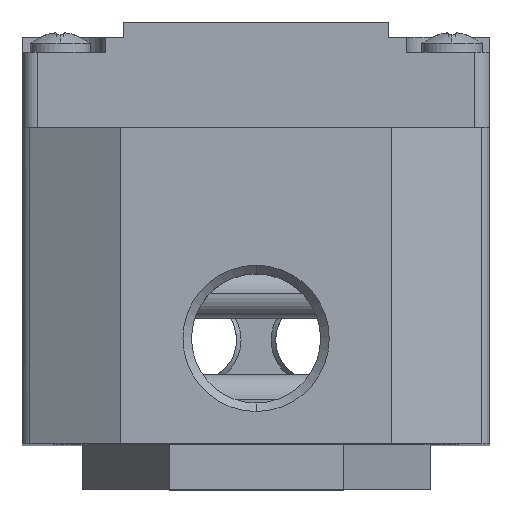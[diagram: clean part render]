
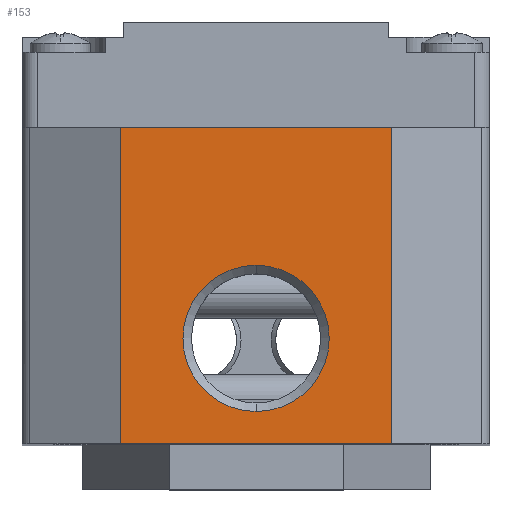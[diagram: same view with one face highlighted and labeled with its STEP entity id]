
A CAD part, top view. The second image highlights one B-rep face of the part: STEP entity #153.
In plain terms, the highlighted planar face has unit normal (0, 0, -1).
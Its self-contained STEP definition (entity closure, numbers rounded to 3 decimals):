
#13 = LINE ( 'NONE', #8269, #2180 ) ;
#87 = AXIS2_PLACEMENT_3D ( 'NONE', #3280, #3826, #1286 ) ;
#153 = ADVANCED_FACE ( 'NONE', ( #453, #5761 ), #8386, .F. ) ;
#162 = CARTESIAN_POINT ( 'NONE',  ( 0., 10., 24.49 ) ) ;
#245 = CARTESIAN_POINT ( 'NONE',  ( 0., 10., 24.49 ) ) ;
#446 = LINE ( 'NONE', #3630, #6280 ) ;
#453 = FACE_BOUND ( 'NONE', #752, .T. ) ;
#495 = EDGE_LOOP ( 'NONE', ( #2330, #5333, #4885, #3732 ) ) ;
#650 = AXIS2_PLACEMENT_3D ( 'NONE', #162, #8044, #6097 ) ;
#686 = CARTESIAN_POINT ( 'NONE',  ( 0., 5.146, 24.49 ) ) ;
#734 = CARTESIAN_POINT ( 'NONE',  ( 8.99, 3., 24.49 ) ) ;
#752 = EDGE_LOOP ( 'NONE', ( #4140, #8092 ) ) ;
#956 = CARTESIAN_POINT ( 'NONE',  ( -9.01, 24., 24.49 ) ) ;
#1240 = LINE ( 'NONE', #3050, #3703 ) ;
#1286 = DIRECTION ( 'NONE',  ( -1., 0., 0. ) ) ;
#1477 = AXIS2_PLACEMENT_3D ( 'NONE', #245, #5446, #1539 ) ;
#1539 = DIRECTION ( 'NONE',  ( 0., -1., 0. ) ) ;
#1942 = CARTESIAN_POINT ( 'NONE',  ( -9.01, 3., 24.49 ) ) ;
#2180 = VECTOR ( 'NONE', #6928, 1000. ) ;
#2287 = CIRCLE ( 'NONE', #1477, 4.854 ) ;
#2330 = ORIENTED_EDGE ( 'NONE', *, *, #8064, .T. ) ;
#2518 = VERTEX_POINT ( 'NONE', #686 ) ;
#2953 = VERTEX_POINT ( 'NONE', #1942 ) ;
#3050 = CARTESIAN_POINT ( 'NONE',  ( -0.01, 24., 24.49 ) ) ;
#3280 = CARTESIAN_POINT ( 'NONE',  ( 8.99, 24., 24.49 ) ) ;
#3372 = VERTEX_POINT ( 'NONE', #956 ) ;
#3547 = VERTEX_POINT ( 'NONE', #7615 ) ;
#3630 = CARTESIAN_POINT ( 'NONE',  ( 8.99, 13.5, 24.49 ) ) ;
#3703 = VECTOR ( 'NONE', #5667, 1000. ) ;
#3732 = ORIENTED_EDGE ( 'NONE', *, *, #7307, .T. ) ;
#3826 = DIRECTION ( 'NONE',  ( 0., 0., 1. ) ) ;
#4037 = VERTEX_POINT ( 'NONE', #734 ) ;
#4140 = ORIENTED_EDGE ( 'NONE', *, *, #7549, .F. ) ;
#4535 = VECTOR ( 'NONE', #4768, 1000. ) ;
#4745 = EDGE_CURVE ( 'NONE', #4037, #2953, #6782, .T. ) ;
#4768 = DIRECTION ( 'NONE',  ( -1., 0., 0. ) ) ;
#4853 = CARTESIAN_POINT ( 'NONE',  ( -0.01, 3., 24.49 ) ) ;
#4885 = ORIENTED_EDGE ( 'NONE', *, *, #4745, .T. ) ;
#5333 = ORIENTED_EDGE ( 'NONE', *, *, #6795, .F. ) ;
#5446 = DIRECTION ( 'NONE',  ( 0., 0., -1. ) ) ;
#5667 = DIRECTION ( 'NONE',  ( 1., 0., 0. ) ) ;
#5699 = DIRECTION ( 'NONE',  ( 0., 1., 0. ) ) ;
#5761 = FACE_OUTER_BOUND ( 'NONE', #495, .T. ) ;
#6097 = DIRECTION ( 'NONE',  ( 0., -1., 0. ) ) ;
#6250 = EDGE_CURVE ( 'NONE', #3547, #2518, #8218, .T. ) ;
#6280 = VECTOR ( 'NONE', #5699, 1000. ) ;
#6782 = LINE ( 'NONE', #4853, #4535 ) ;
#6795 = EDGE_CURVE ( 'NONE', #4037, #8395, #446, .T. ) ;
#6928 = DIRECTION ( 'NONE',  ( 0., 1., 0. ) ) ;
#7307 = EDGE_CURVE ( 'NONE', #2953, #3372, #13, .T. ) ;
#7467 = CARTESIAN_POINT ( 'NONE',  ( 8.99, 24., 24.49 ) ) ;
#7549 = EDGE_CURVE ( 'NONE', #2518, #3547, #2287, .T. ) ;
#7615 = CARTESIAN_POINT ( 'NONE',  ( 0., 14.854, 24.49 ) ) ;
#8044 = DIRECTION ( 'NONE',  ( 0., 0., -1. ) ) ;
#8064 = EDGE_CURVE ( 'NONE', #3372, #8395, #1240, .T. ) ;
#8092 = ORIENTED_EDGE ( 'NONE', *, *, #6250, .F. ) ;
#8218 = CIRCLE ( 'NONE', #650, 4.854 ) ;
#8269 = CARTESIAN_POINT ( 'NONE',  ( -9.01, 13.5, 24.49 ) ) ;
#8386 = PLANE ( 'NONE',  #87 ) ;
#8395 = VERTEX_POINT ( 'NONE', #7467 ) ;
